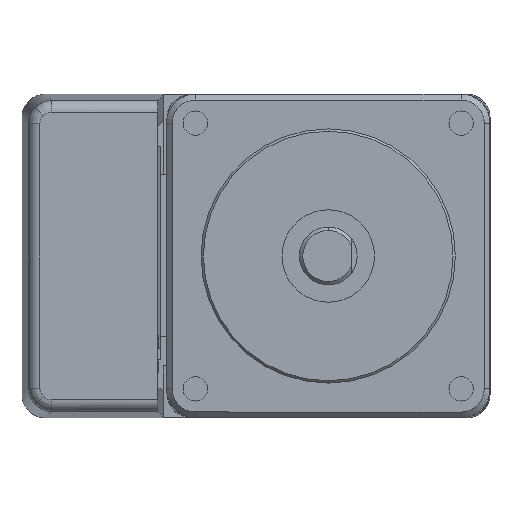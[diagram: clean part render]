
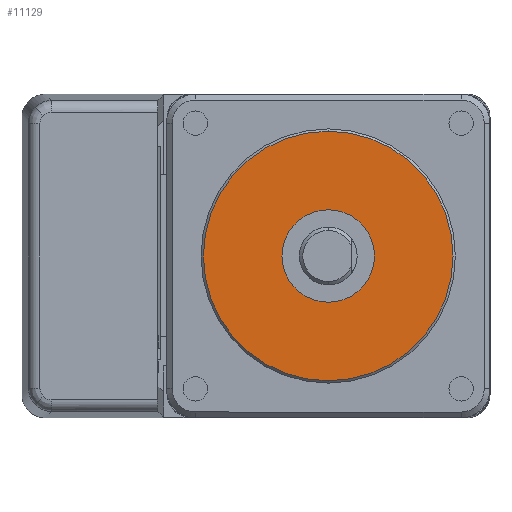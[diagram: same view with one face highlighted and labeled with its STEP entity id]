
A CAD part, left-side view. The second image highlights one B-rep face of the part: STEP entity #11129.
In plain terms, the highlighted face is planar.
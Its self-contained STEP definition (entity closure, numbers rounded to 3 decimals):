
#390 = EDGE_LOOP ( 'NONE', ( #23081, #13928 ) ) ;
#1740 = CARTESIAN_POINT ( 'NONE',  ( 120.551, -78.651, 35. ) ) ;
#1854 = EDGE_CURVE ( 'NONE', #23656, #12901, #28269, .T. ) ;
#2405 = EDGE_CURVE ( 'NONE', #34924, #35244, #4965, .T. ) ;
#2642 = AXIS2_PLACEMENT_3D ( 'NONE', #22619, #5802, #25443 ) ;
#4965 = CIRCLE ( 'NONE', #2642, 10.8 ) ;
#5802 = DIRECTION ( 'NONE',  ( 0., 0., -1. ) ) ;
#7273 = CARTESIAN_POINT ( 'NONE',  ( 109.751, -78.651, 35. ) ) ;
#9703 = AXIS2_PLACEMENT_3D ( 'NONE', #11608, #31257, #14413 ) ;
#10097 = DIRECTION ( 'NONE',  ( -1., 0., 0. ) ) ;
#11129 = ADVANCED_FACE ( 'NONE', ( #27754, #34375 ), #12801, .T. ) ;
#11608 = CARTESIAN_POINT ( 'NONE',  ( 109.751, -78.651, 35. ) ) ;
#11674 = EDGE_CURVE ( 'NONE', #35244, #34924, #30814, .T. ) ;
#12801 = PLANE ( 'NONE',  #27031 ) ;
#12901 = VERTEX_POINT ( 'NONE', #25331 ) ;
#13928 = ORIENTED_EDGE ( 'NONE', *, *, #2405, .F. ) ;
#14256 = ORIENTED_EDGE ( 'NONE', *, *, #1854, .T. ) ;
#14413 = DIRECTION ( 'NONE',  ( 1., 0., 0. ) ) ;
#14841 = ORIENTED_EDGE ( 'NONE', *, *, #30923, .T. ) ;
#14938 = CARTESIAN_POINT ( 'NONE',  ( 109.751, -78.651, 35. ) ) ;
#15629 = DIRECTION ( 'NONE',  ( 1., 0., 0. ) ) ;
#17773 = DIRECTION ( 'NONE',  ( 1., 0., 0. ) ) ;
#18335 = CARTESIAN_POINT ( 'NONE',  ( 88.151, -97.357, 35. ) ) ;
#20897 = AXIS2_PLACEMENT_3D ( 'NONE', #14938, #34585, #17773 ) ;
#21678 = CARTESIAN_POINT ( 'NONE',  ( 105.751, -78.651, 35. ) ) ;
#22619 = CARTESIAN_POINT ( 'NONE',  ( 109.751, -78.651, 35. ) ) ;
#23081 = ORIENTED_EDGE ( 'NONE', *, *, #11674, .F. ) ;
#23656 = VERTEX_POINT ( 'NONE', #21678 ) ;
#24267 = EDGE_LOOP ( 'NONE', ( #14841, #14256 ) ) ;
#25331 = CARTESIAN_POINT ( 'NONE',  ( 113.751, -78.651, 35. ) ) ;
#25443 = DIRECTION ( 'NONE',  ( -1., 0., 0. ) ) ;
#26873 = DIRECTION ( 'NONE',  ( 0., 0., -1. ) ) ;
#27031 = AXIS2_PLACEMENT_3D ( 'NONE', #18335, #32477, #15629 ) ;
#27754 = FACE_BOUND ( 'NONE', #24267, .T. ) ;
#28269 = CIRCLE ( 'NONE', #9703, 4. ) ;
#30814 = CIRCLE ( 'NONE', #35057, 10.8 ) ;
#30923 = EDGE_CURVE ( 'NONE', #12901, #23656, #31264, .T. ) ;
#31257 = DIRECTION ( 'NONE',  ( 0., 0., -1. ) ) ;
#31264 = CIRCLE ( 'NONE', #20897, 4. ) ;
#32477 = DIRECTION ( 'NONE',  ( 0., 0., 1. ) ) ;
#34023 = CARTESIAN_POINT ( 'NONE',  ( 98.951, -78.651, 35. ) ) ;
#34375 = FACE_OUTER_BOUND ( 'NONE', #390, .T. ) ;
#34585 = DIRECTION ( 'NONE',  ( 0., 0., -1. ) ) ;
#34924 = VERTEX_POINT ( 'NONE', #1740 ) ;
#35057 = AXIS2_PLACEMENT_3D ( 'NONE', #7273, #26873, #10097 ) ;
#35244 = VERTEX_POINT ( 'NONE', #34023 ) ;
